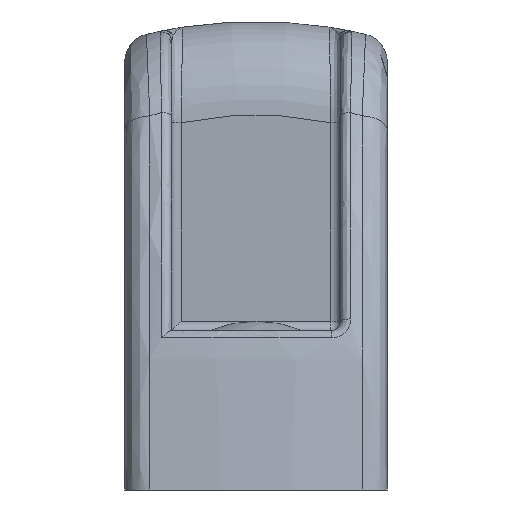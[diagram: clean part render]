
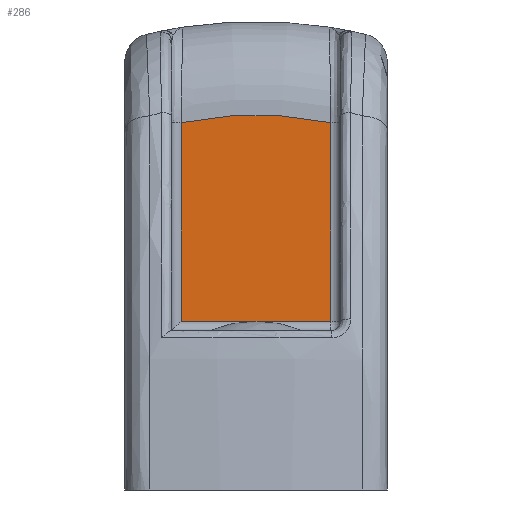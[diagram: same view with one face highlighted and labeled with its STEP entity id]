
A CAD part, left-side view. The second image highlights one B-rep face of the part: STEP entity #286.
In plain terms, the highlighted planar face has unit normal (-1, 0, 0).
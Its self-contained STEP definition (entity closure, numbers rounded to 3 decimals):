
#286 = ADVANCED_FACE( '', ( #664 ), #665, .T. );
#664 = FACE_OUTER_BOUND( '', #2975, .T. );
#665 = PLANE( '', #2976 );
#2975 = EDGE_LOOP( '', ( #5948, #5949, #5950, #5951 ) );
#2976 = AXIS2_PLACEMENT_3D( '', #5952, #5953, #5954 );
#5948 = ORIENTED_EDGE( '', *, *, #6929, .T. );
#5949 = ORIENTED_EDGE( '', *, *, #6930, .T. );
#5950 = ORIENTED_EDGE( '', *, *, #6758, .T. );
#5951 = ORIENTED_EDGE( '', *, *, #6931, .T. );
#5952 = CARTESIAN_POINT( '', ( -80., -9., 81.138 ) );
#5953 = DIRECTION( '', ( -1., 0., 0. ) );
#5954 = DIRECTION( '', ( 0., 0., 1. ) );
#6758 = EDGE_CURVE( '', #7337, #7338, #7339, .T. );
#6929 = EDGE_CURVE( '', #7600, #7601, #7602, .F. );
#6930 = EDGE_CURVE( '', #7601, #7337, #7603, .F. );
#6931 = EDGE_CURVE( '', #7338, #7600, #7604, .T. );
#7337 = VERTEX_POINT( '', #8693 );
#7338 = VERTEX_POINT( '', #8694 );
#7339 = CIRCLE( '', #8695, 40. );
#7600 = VERTEX_POINT( '', #10003 );
#7601 = VERTEX_POINT( '', #10004 );
#7602 = LINE( '', #10005, #10006 );
#7603 = LINE( '', #10007, #10008 );
#7604 = LINE( '', #10009, #10010 );
#8693 = CARTESIAN_POINT( '', ( -80., -8., 39.192 ) );
#8694 = CARTESIAN_POINT( '', ( -80., 8., 39.192 ) );
#8695 = AXIS2_PLACEMENT_3D( '', #11192, #11193, #11194 );
#10003 = CARTESIAN_POINT( '', ( -80., 8., 18. ) );
#10004 = CARTESIAN_POINT( '', ( -80., -8., 18. ) );
#10005 = CARTESIAN_POINT( '', ( -80., -9., 18. ) );
#10006 = VECTOR( '', #11408, 1000. );
#10007 = CARTESIAN_POINT( '', ( -80., -8., 38.974 ) );
#10008 = VECTOR( '', #11409, 1000. );
#10009 = CARTESIAN_POINT( '', ( -80., 8., 17. ) );
#10010 = VECTOR( '', #11410, 1000. );
#11192 = CARTESIAN_POINT( '', ( -80., 0., 0. ) );
#11193 = DIRECTION( '', ( -1., 0., 0. ) );
#11194 = DIRECTION( '', ( 0., 0., 1. ) );
#11408 = DIRECTION( '', ( 0., 1., 0. ) );
#11409 = DIRECTION( '', ( 0., 0., -1. ) );
#11410 = DIRECTION( '', ( 0., 0., -1. ) );
